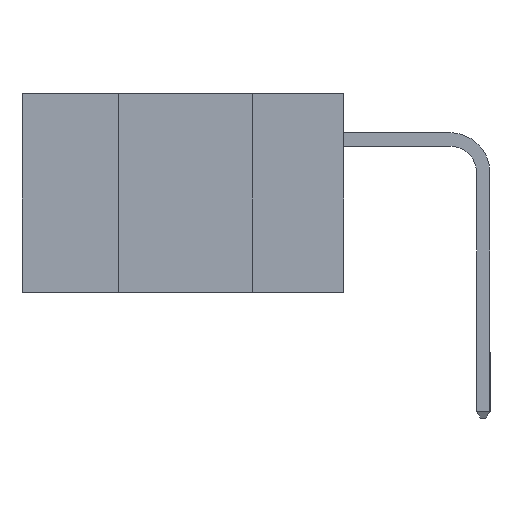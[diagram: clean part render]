
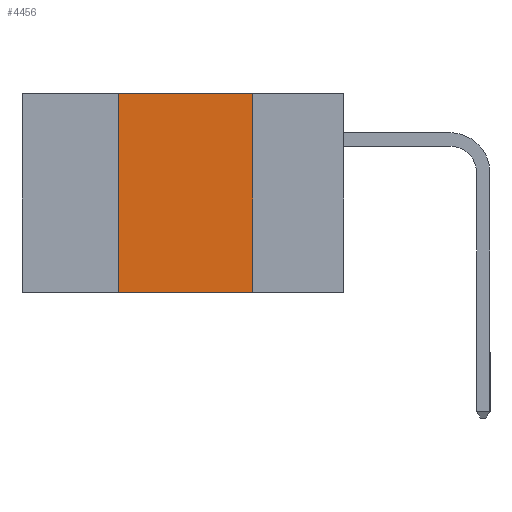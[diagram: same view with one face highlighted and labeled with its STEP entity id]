
A CAD part, left-side view. The second image highlights one B-rep face of the part: STEP entity #4456.
In plain terms, the highlighted planar face has unit normal (-1, 0, 0).
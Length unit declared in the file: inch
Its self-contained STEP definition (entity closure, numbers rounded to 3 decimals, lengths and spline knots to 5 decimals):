
#137 = VERTEX_POINT ( 'NONE', #1706 ) ;
#1149 = EDGE_LOOP ( 'NONE', ( #4214, #2039, #5427, #12264 ) ) ;
#1706 = CARTESIAN_POINT ( 'NONE',  ( 0., 0.17, -0.37 ) ) ;
#1808 = EDGE_CURVE ( 'NONE', #3850, #5187, #5686, .T. ) ;
#1848 = DIRECTION ( 'NONE',  ( 1., 0., 0. ) ) ;
#1906 = CARTESIAN_POINT ( 'NONE',  ( 0., 0.17, 0. ) ) ;
#1926 = LINE ( 'NONE', #6436, #8262 ) ;
#2039 = ORIENTED_EDGE ( 'NONE', *, *, #1808, .F. ) ;
#2334 = CARTESIAN_POINT ( 'NONE',  ( 0., 0.42, 0. ) ) ;
#2732 = VERTEX_POINT ( 'NONE', #11843 ) ;
#3850 = VERTEX_POINT ( 'NONE', #2334 ) ;
#4214 = ORIENTED_EDGE ( 'NONE', *, *, #5102, .F. ) ;
#4456 = ADVANCED_FACE ( 'NONE', ( #8442 ), #12924, .F. ) ;
#4865 = CARTESIAN_POINT ( 'NONE',  ( 0., 0.42, 0. ) ) ;
#5102 = EDGE_CURVE ( 'NONE', #5187, #137, #1926, .T. ) ;
#5187 = VERTEX_POINT ( 'NONE', #1906 ) ;
#5427 = ORIENTED_EDGE ( 'NONE', *, *, #8851, .F. ) ;
#5686 = LINE ( 'NONE', #7155, #8065 ) ;
#6436 = CARTESIAN_POINT ( 'NONE',  ( 0., 0.17, 0. ) ) ;
#6651 = AXIS2_PLACEMENT_3D ( 'NONE', #6923, #1848, #8899 ) ;
#6739 = VECTOR ( 'NONE', #12116, 39.37008 ) ;
#6813 = CARTESIAN_POINT ( 'NONE',  ( 0., 0.6, -0.37 ) ) ;
#6923 = CARTESIAN_POINT ( 'NONE',  ( 0., 0.6, 0. ) ) ;
#7155 = CARTESIAN_POINT ( 'NONE',  ( 0., 0.6, 0. ) ) ;
#7461 = DIRECTION ( 'NONE',  ( 0., 0., -1. ) ) ;
#7799 = DIRECTION ( 'NONE',  ( 0., -1., 0. ) ) ;
#8065 = VECTOR ( 'NONE', #9597, 39.37008 ) ;
#8262 = VECTOR ( 'NONE', #7461, 39.37008 ) ;
#8442 = FACE_OUTER_BOUND ( 'NONE', #1149, .T. ) ;
#8851 = EDGE_CURVE ( 'NONE', #2732, #3850, #10544, .T. ) ;
#8899 = DIRECTION ( 'NONE',  ( 0., 0., -1. ) ) ;
#8997 = VECTOR ( 'NONE', #7799, 39.37008 ) ;
#9008 = EDGE_CURVE ( 'NONE', #2732, #137, #12449, .T. ) ;
#9597 = DIRECTION ( 'NONE',  ( 0., -1., 0. ) ) ;
#10544 = LINE ( 'NONE', #4865, #6739 ) ;
#11843 = CARTESIAN_POINT ( 'NONE',  ( 0., 0.42, -0.37 ) ) ;
#12116 = DIRECTION ( 'NONE',  ( 0., 0., 1. ) ) ;
#12264 = ORIENTED_EDGE ( 'NONE', *, *, #9008, .T. ) ;
#12449 = LINE ( 'NONE', #6813, #8997 ) ;
#12924 = PLANE ( 'NONE',  #6651 ) ;
